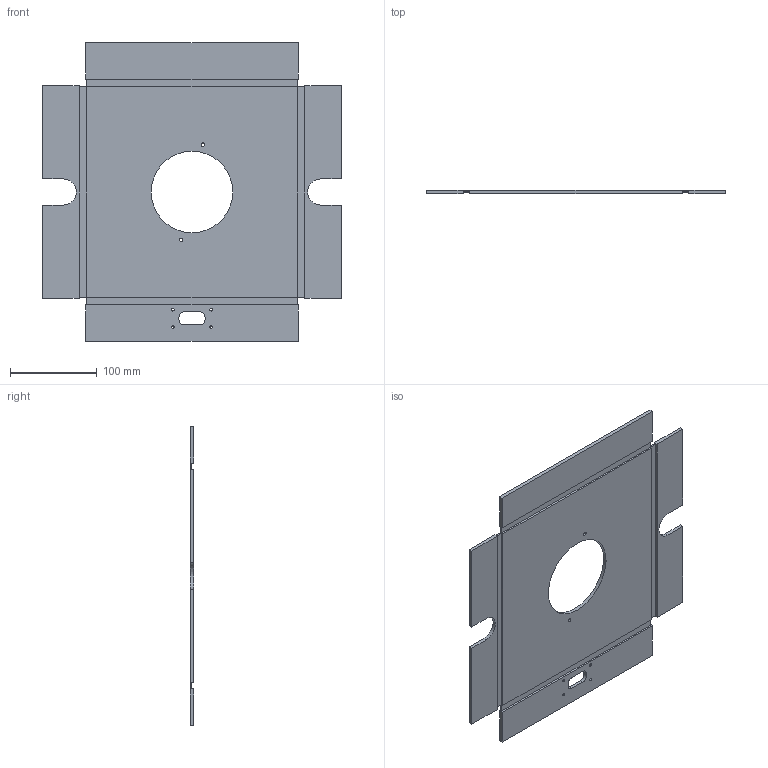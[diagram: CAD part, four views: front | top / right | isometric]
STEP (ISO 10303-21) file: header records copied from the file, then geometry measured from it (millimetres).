
FILE_DESCRIPTION(/* description */ (''),/* implementation_level */ '2;1');
FILE_NAME(/* name */ 'Caja Base Extendida.stp',/* time_stamp */ '2020-06-09T19:33:16-04:00',/* author */ ('Juan'),/* organization */ (''),/* preprocessor_version */ 'ST-DEVELOPER v18',/* originating_system */ 'Autodesk Inventor 2020',/* authorisation */ '');
FILE_SCHEMA (('AUTOMOTIVE_DESIGN { 1 0 10303 214 3 1 1 }'));
Length unit declared in the file: millimetre
Products named in the file (1): Caja Base Extendida
Bounding box: 344.1 x 4 x 344.1 mm (x, y, z)
Volume: 377734.5 mm3; surface area: 209205.6 mm2
Topology: 1 solids, 1 shells, 69 faces, 180 edges, 113 vertices
Faces by surface type: plane 56, cylinder 13
Full cylindrical faces by diameter (mm): 3 x4, 4 x2, 94 x1
Entity records: 2152 total; most frequent: CARTESIAN_POINT 363, ORIENTED_EDGE 360, DIRECTION 353, EDGE_CURVE 180, LINE 147, VECTOR 147, VERTEX_POINT 113, AXIS2_PLACEMENT_3D 103
